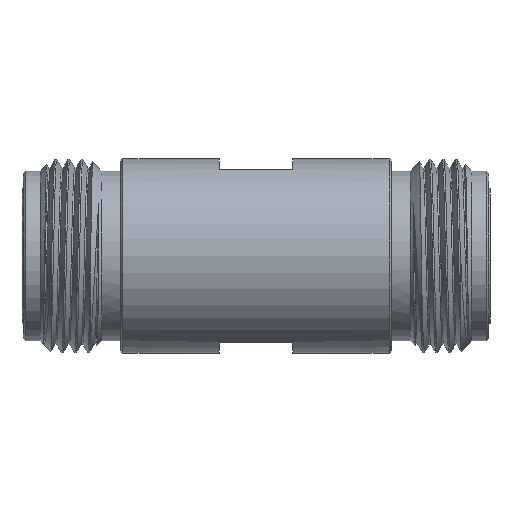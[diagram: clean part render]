
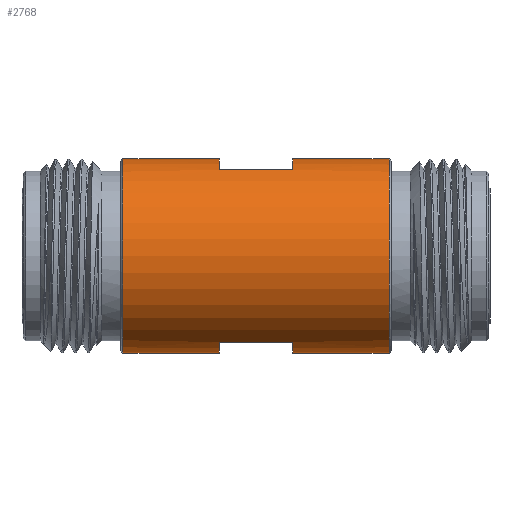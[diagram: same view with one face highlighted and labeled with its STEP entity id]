
A CAD part, top view. The second image highlights one B-rep face of the part: STEP entity #2768.
In plain terms, the highlighted cylindrical face has radius 7.9 mm (diameter 15.8 mm), a full revolution.
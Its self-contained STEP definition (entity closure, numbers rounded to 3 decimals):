
#143=CYLINDRICAL_SURFACE('',#2999,7.9);
#234=CIRCLE('',#2987,7.9);
#235=CIRCLE('',#2990,7.9);
#236=CIRCLE('',#2992,7.9);
#237=CIRCLE('',#2995,7.9);
#239=CIRCLE('',#2998,7.9);
#240=CIRCLE('',#3000,7.9);
#643=ORIENTED_EDGE('',*,*,#970,.T.);
#644=ORIENTED_EDGE('',*,*,#968,.F.);
#645=ORIENTED_EDGE('',*,*,#965,.F.);
#646=ORIENTED_EDGE('',*,*,#964,.T.);
#647=ORIENTED_EDGE('',*,*,#967,.F.);
#648=ORIENTED_EDGE('',*,*,#962,.F.);
#649=ORIENTED_EDGE('',*,*,#959,.F.);
#650=ORIENTED_EDGE('',*,*,#958,.T.);
#651=ORIENTED_EDGE('',*,*,#961,.F.);
#652=ORIENTED_EDGE('',*,*,#971,.T.);
#958=EDGE_CURVE('',#1149,#1148,#234,.F.);
#959=EDGE_CURVE('',#1149,#1150,#1264,.F.);
#961=EDGE_CURVE('',#1151,#1148,#1266,.T.);
#962=EDGE_CURVE('',#1150,#1151,#235,.F.);
#964=EDGE_CURVE('',#1153,#1152,#236,.F.);
#965=EDGE_CURVE('',#1153,#1154,#1268,.F.);
#967=EDGE_CURVE('',#1155,#1152,#1270,.T.);
#968=EDGE_CURVE('',#1154,#1155,#237,.F.);
#970=EDGE_CURVE('',#1157,#1157,#239,.T.);
#971=EDGE_CURVE('',#1158,#1158,#240,.T.);
#1148=VERTEX_POINT('',#4148);
#1149=VERTEX_POINT('',#4149);
#1150=VERTEX_POINT('',#4153);
#1151=VERTEX_POINT('',#4155);
#1152=VERTEX_POINT('',#4161);
#1153=VERTEX_POINT('',#4162);
#1154=VERTEX_POINT('',#4166);
#1155=VERTEX_POINT('',#4168);
#1157=VERTEX_POINT('',#4176);
#1158=VERTEX_POINT('',#4179);
#1264=LINE('',#4152,#1324);
#1266=LINE('',#4156,#1326);
#1268=LINE('',#4165,#1328);
#1270=LINE('',#4169,#1330);
#1324=VECTOR('',#3479,1000.);
#1326=VECTOR('',#3481,1000.);
#1328=VECTOR('',#3493,1000.);
#1330=VECTOR('',#3495,1000.);
#1431=EDGE_LOOP('',(#643));
#1432=EDGE_LOOP('',(#644,#645,#646,#647));
#1433=EDGE_LOOP('',(#648,#649,#650,#651));
#1434=EDGE_LOOP('',(#652));
#1625=FACE_BOUND('',#1431,.T.);
#1626=FACE_BOUND('',#1432,.T.);
#1627=FACE_BOUND('',#1433,.T.);
#1628=FACE_BOUND('',#1434,.T.);
#2768=ADVANCED_FACE('',(#1625,#1626,#1627,#1628),#143,.T.);
#2987=AXIS2_PLACEMENT_3D('',#4150,#3475,#3476);
#2990=AXIS2_PLACEMENT_3D('',#4158,#3484,#3485);
#2992=AXIS2_PLACEMENT_3D('',#4163,#3489,#3490);
#2995=AXIS2_PLACEMENT_3D('',#4171,#3498,#3499);
#2998=AXIS2_PLACEMENT_3D('',#4175,#3504,#3505);
#2999=AXIS2_PLACEMENT_3D('',#4177,#3506,#3507);
#3000=AXIS2_PLACEMENT_3D('',#4178,#3508,#3509);
#3475=DIRECTION('',(1.,0.,0.));
#3476=DIRECTION('',(0.,0.,-1.));
#3479=DIRECTION('',(-1.,0.,0.));
#3481=DIRECTION('',(-1.,0.,0.));
#3484=DIRECTION('',(1.,0.,0.));
#3485=DIRECTION('',(0.,0.,-1.));
#3489=DIRECTION('',(1.,0.,0.));
#3490=DIRECTION('',(0.,0.,-1.));
#3493=DIRECTION('',(-1.,0.,0.));
#3495=DIRECTION('',(-1.,0.,0.));
#3498=DIRECTION('',(1.,0.,0.));
#3499=DIRECTION('',(0.,0.,-1.));
#3504=DIRECTION('',(-1.,0.,0.));
#3505=DIRECTION('',(0.,0.,1.));
#3506=DIRECTION('',(-1.,0.,0.));
#3507=DIRECTION('',(0.,0.,1.));
#3508=DIRECTION('',(1.,0.,0.));
#3509=DIRECTION('',(0.,0.,-1.));
#4148=CARTESIAN_POINT('',(-2.95,-7.,3.662));
#4149=CARTESIAN_POINT('',(-2.95,-7.,-3.662));
#4150=CARTESIAN_POINT('',(-2.95,0.,0.));
#4152=CARTESIAN_POINT('',(11.05,-7.,-3.662));
#4153=CARTESIAN_POINT('',(3.05,-7.,-3.662));
#4155=CARTESIAN_POINT('',(3.05,-7.,3.662));
#4156=CARTESIAN_POINT('',(11.05,-7.,3.662));
#4158=CARTESIAN_POINT('',(3.05,0.,0.));
#4161=CARTESIAN_POINT('',(-2.95,7.,-3.662));
#4162=CARTESIAN_POINT('',(-2.95,7.,3.662));
#4163=CARTESIAN_POINT('',(-2.95,0.,0.));
#4165=CARTESIAN_POINT('',(11.05,7.,3.662));
#4166=CARTESIAN_POINT('',(3.05,7.,3.662));
#4168=CARTESIAN_POINT('',(3.05,7.,-3.662));
#4169=CARTESIAN_POINT('',(11.05,7.,-3.662));
#4171=CARTESIAN_POINT('',(3.05,0.,0.));
#4175=CARTESIAN_POINT('',(10.85,0.,0.));
#4176=CARTESIAN_POINT('',(10.85,0.,7.9));
#4177=CARTESIAN_POINT('',(11.05,0.,0.));
#4178=CARTESIAN_POINT('',(-10.75,0.,0.));
#4179=CARTESIAN_POINT('',(-10.75,0.,-7.9));
